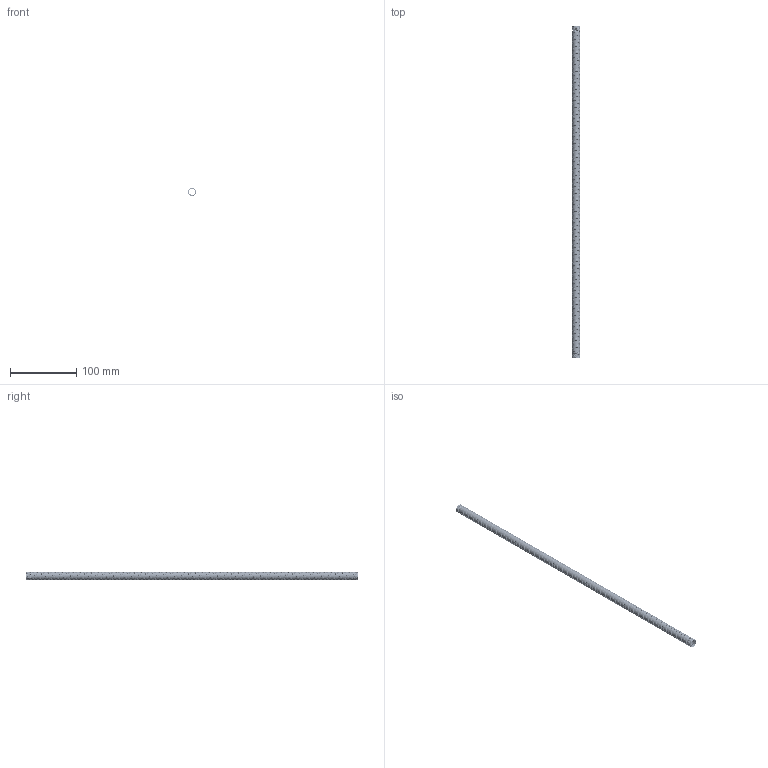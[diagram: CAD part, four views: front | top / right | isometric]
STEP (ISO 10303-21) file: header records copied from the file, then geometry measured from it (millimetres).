
FILE_DESCRIPTION (( 'STEP AP214' ), '1' );
FILE_NAME ('RLI10.STEP', '2021-08-04T12:16:15', ( '' ), ( '' ), 'SwSTEP 2.0', 'SolidWorks 2020', '' );
FILE_SCHEMA (( 'AUTOMOTIVE_DESIGN' ));
Length unit declared in the file: millimetre
Products named in the file (1): RLI10
Bounding box: 12.7 x 500 x 12.7 mm (x, y, z)
Volume: 5335.8 mm3; surface area: 52141.2 mm2
Topology: 1 solids, 1 shells, 18 faces, 49 edges, 34 vertices
Faces by surface type: bspline 16, plane 2
Entity records: 87068 total; most frequent: CARTESIAN_POINT 86752, ORIENTED_EDGE 96, EDGE_CURVE 48, VERTEX_POINT 32, B_SPLINE_CURVE_WITH_KNOTS 25, FACE_OUTER_BOUND 18, EDGE_LOOP 18, ADVANCED_FACE 18
